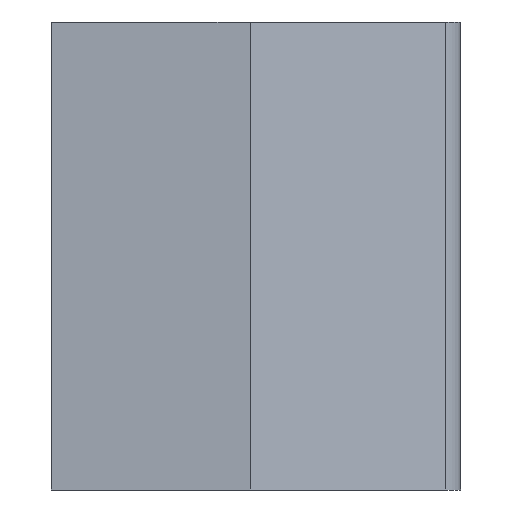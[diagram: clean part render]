
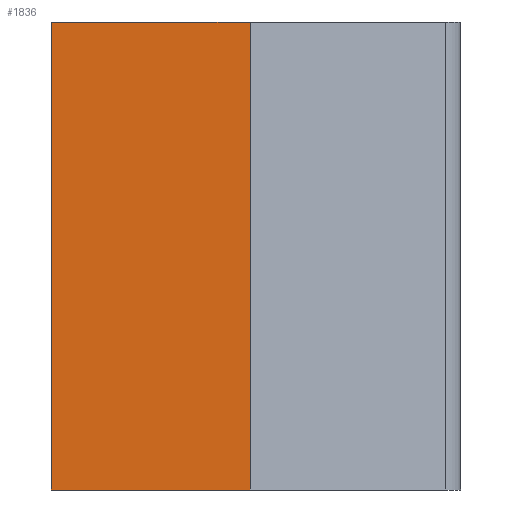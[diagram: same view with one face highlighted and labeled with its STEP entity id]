
A CAD part, left-side view. The second image highlights one B-rep face of the part: STEP entity #1836.
In plain terms, the highlighted planar face has unit normal (-1, 0, 0).
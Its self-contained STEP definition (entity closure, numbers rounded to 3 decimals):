
#65 = EDGE_CURVE ( 'NONE', #2775, #2572, #805, .T. ) ;
#96 = CARTESIAN_POINT ( 'NONE',  ( -2., 1.75, 0. ) ) ;
#190 = LINE ( 'NONE', #1211, #2057 ) ;
#355 = DIRECTION ( 'NONE',  ( 1., 0., 0. ) ) ;
#450 = DIRECTION ( 'NONE',  ( 0., -1., 0. ) ) ;
#453 = LINE ( 'NONE', #904, #2425 ) ;
#490 = EDGE_LOOP ( 'NONE', ( #1681, #2974, #667, #524 ) ) ;
#524 = ORIENTED_EDGE ( 'NONE', *, *, #65, .F. ) ;
#667 = ORIENTED_EDGE ( 'NONE', *, *, #713, .F. ) ;
#713 = EDGE_CURVE ( 'NONE', #2572, #1719, #943, .T. ) ;
#805 = LINE ( 'NONE', #1101, #3190 ) ;
#904 = CARTESIAN_POINT ( 'NONE',  ( -2., 0.9, -2.001 ) ) ;
#943 = LINE ( 'NONE', #1690, #2805 ) ;
#1096 = EDGE_CURVE ( 'NONE', #2612, #1719, #453, .T. ) ;
#1101 = CARTESIAN_POINT ( 'NONE',  ( -2., 1.75, -2. ) ) ;
#1198 = FACE_OUTER_BOUND ( 'NONE', #490, .T. ) ;
#1211 = CARTESIAN_POINT ( 'NONE',  ( -2., 1.75, -2. ) ) ;
#1475 = DIRECTION ( 'NONE',  ( 0., 0., 1. ) ) ;
#1668 = DIRECTION ( 'NONE',  ( 0., 0., -1. ) ) ;
#1681 = ORIENTED_EDGE ( 'NONE', *, *, #1878, .T. ) ;
#1690 = CARTESIAN_POINT ( 'NONE',  ( -2., 1.75, 0. ) ) ;
#1719 = VERTEX_POINT ( 'NONE', #3040 ) ;
#1836 = ADVANCED_FACE ( 'NONE', ( #1198 ), #2236, .F. ) ;
#1838 = AXIS2_PLACEMENT_3D ( 'NONE', #2164, #355, #1668 ) ;
#1878 = EDGE_CURVE ( 'NONE', #2775, #2612, #190, .T. ) ;
#1951 = CARTESIAN_POINT ( 'NONE',  ( -2., 0.9, -2. ) ) ;
#2050 = CARTESIAN_POINT ( 'NONE',  ( -2., 1.75, -2. ) ) ;
#2057 = VECTOR ( 'NONE', #450, 1000. ) ;
#2164 = CARTESIAN_POINT ( 'NONE',  ( -2., 1.75, -2. ) ) ;
#2236 = PLANE ( 'NONE',  #1838 ) ;
#2425 = VECTOR ( 'NONE', #1475, 1000. ) ;
#2572 = VERTEX_POINT ( 'NONE', #96 ) ;
#2612 = VERTEX_POINT ( 'NONE', #1951 ) ;
#2663 = DIRECTION ( 'NONE',  ( 0., 0., 1. ) ) ;
#2732 = DIRECTION ( 'NONE',  ( 0., -1., 0. ) ) ;
#2775 = VERTEX_POINT ( 'NONE', #2050 ) ;
#2805 = VECTOR ( 'NONE', #2732, 1000. ) ;
#2974 = ORIENTED_EDGE ( 'NONE', *, *, #1096, .T. ) ;
#3040 = CARTESIAN_POINT ( 'NONE',  ( -2., 0.9, 0. ) ) ;
#3190 = VECTOR ( 'NONE', #2663, 1000. ) ;
